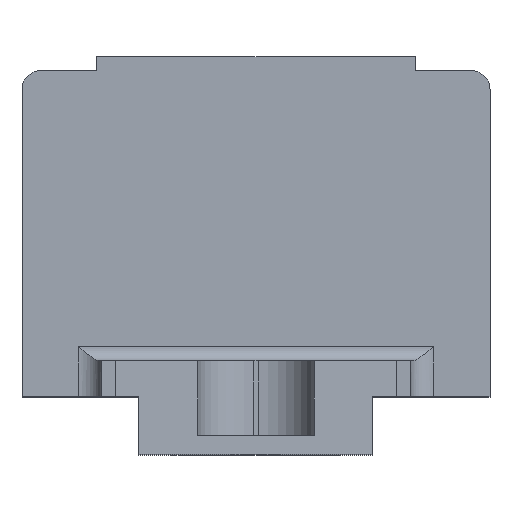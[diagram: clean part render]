
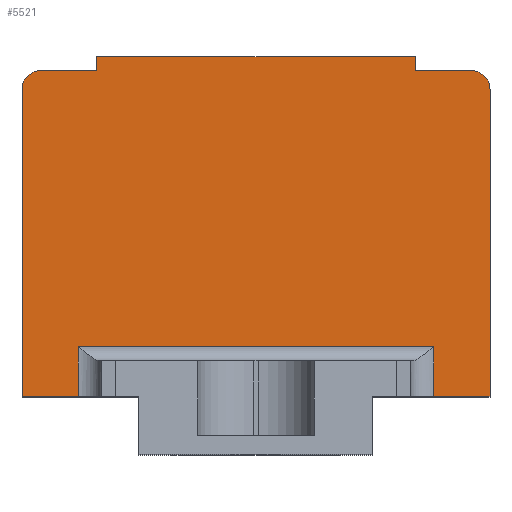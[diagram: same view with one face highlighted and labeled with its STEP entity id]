
A CAD part, top view. The second image highlights one B-rep face of the part: STEP entity #5521.
In plain terms, the highlighted planar face has unit normal (0, 0, 1).
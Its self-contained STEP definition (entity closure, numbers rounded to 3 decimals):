
#570=DIRECTION('',(0.,1.,0.));
#571=VECTOR('',#570,5.29);
#572=CARTESIAN_POINT('',(19.,6.2,63.1));
#573=LINE('',#572,#571);
#588=DIRECTION('',(0.,-1.,0.));
#589=VECTOR('',#588,32.8);
#590=CARTESIAN_POINT('',(25.,39.,63.1));
#591=LINE('',#590,#589);
#592=DIRECTION('',(-1.,0.,0.));
#593=VECTOR('',#592,6.);
#594=CARTESIAN_POINT('',(25.,6.2,63.1));
#595=LINE('',#594,#593);
#596=DIRECTION('',(-1.,0.,0.));
#597=VECTOR('',#596,6.);
#598=CARTESIAN_POINT('',(-19.,6.2,63.1));
#599=LINE('',#598,#597);
#600=DIRECTION('',(0.,1.,0.));
#601=VECTOR('',#600,32.8);
#602=CARTESIAN_POINT('',(-25.,6.2,63.1));
#603=LINE('',#602,#601);
#604=DIRECTION('',(1.,0.,0.));
#605=VECTOR('',#604,6.);
#606=CARTESIAN_POINT('',(-23.,41.,63.1));
#607=LINE('',#606,#605);
#608=DIRECTION('',(0.,1.,0.));
#609=VECTOR('',#608,1.5);
#610=CARTESIAN_POINT('',(-17.,41.,63.1));
#611=LINE('',#610,#609);
#612=DIRECTION('',(1.,0.,0.));
#613=VECTOR('',#612,34.);
#614=CARTESIAN_POINT('',(-17.,42.5,63.1));
#615=LINE('',#614,#613);
#616=DIRECTION('',(0.,-1.,0.));
#617=VECTOR('',#616,1.5);
#618=CARTESIAN_POINT('',(17.,42.5,63.1));
#619=LINE('',#618,#617);
#620=DIRECTION('',(1.,0.,0.));
#621=VECTOR('',#620,6.);
#622=CARTESIAN_POINT('',(17.,41.,63.1));
#623=LINE('',#622,#621);
#628=CARTESIAN_POINT('',(23.,39.,63.1));
#629=DIRECTION('',(0.,0.,1.));
#630=DIRECTION('',(1.,0.,0.));
#631=AXIS2_PLACEMENT_3D('',#628,#629,#630);
#3102=CARTESIAN_POINT('',(-23.,39.,63.1));
#3103=DIRECTION('',(0.,0.,1.));
#3104=DIRECTION('',(0.,1.,0.));
#3105=AXIS2_PLACEMENT_3D('',#3102,#3103,#3104);
#3140=DIRECTION('',(0.,1.,0.));
#3141=VECTOR('',#3140,5.29);
#3142=CARTESIAN_POINT('',(-19.,6.2,63.1));
#3143=LINE('',#3142,#3141);
#3178=DIRECTION('',(1.,0.,0.));
#3179=VECTOR('',#3178,38.);
#3180=CARTESIAN_POINT('',(-19.,11.49,63.1));
#3181=LINE('',#3180,#3179);
#3853=CARTESIAN_POINT('',(-17.,42.5,63.1));
#3854=CARTESIAN_POINT('',(17.,42.5,63.1));
#3855=VERTEX_POINT('',#3853);
#3856=VERTEX_POINT('',#3854);
#3861=CARTESIAN_POINT('',(25.,6.2,63.1));
#3863=VERTEX_POINT('',#3861);
#3865=CARTESIAN_POINT('',(-25.,6.2,63.1));
#3867=VERTEX_POINT('',#3865);
#4033=CARTESIAN_POINT('',(19.,6.2,63.1));
#4034=VERTEX_POINT('',#4033);
#4039=CARTESIAN_POINT('',(-19.,6.2,63.1));
#4040=VERTEX_POINT('',#4039);
#4045=CARTESIAN_POINT('',(-19.,11.49,63.1));
#4046=CARTESIAN_POINT('',(19.,11.49,63.1));
#4047=VERTEX_POINT('',#4045);
#4048=VERTEX_POINT('',#4046);
#4149=CARTESIAN_POINT('',(-17.,41.,63.1));
#4150=VERTEX_POINT('',#4149);
#4151=CARTESIAN_POINT('',(17.,41.,63.1));
#4152=VERTEX_POINT('',#4151);
#4158=CARTESIAN_POINT('',(25.,39.,63.1));
#4160=VERTEX_POINT('',#4158);
#4161=CARTESIAN_POINT('',(23.,41.,63.1));
#4162=VERTEX_POINT('',#4161);
#4166=CARTESIAN_POINT('',(-23.,41.,63.1));
#4168=VERTEX_POINT('',#4166);
#4169=CARTESIAN_POINT('',(-25.,39.,63.1));
#4170=VERTEX_POINT('',#4169);
#5487=CARTESIAN_POINT('',(0.,0.,63.1));
#5488=DIRECTION('',(0.,0.,-1.));
#5489=DIRECTION('',(-1.,0.,0.));
#5490=AXIS2_PLACEMENT_3D('',#5487,#5488,#5489);
#5491=PLANE('',#5490);
#5493=ORIENTED_EDGE('',*,*,#5492,.F.);
#5495=ORIENTED_EDGE('',*,*,#5494,.T.);
#5497=ORIENTED_EDGE('',*,*,#5496,.T.);
#5498=ORIENTED_EDGE('',*,*,#5476,.T.);
#5500=ORIENTED_EDGE('',*,*,#5499,.F.);
#5502=ORIENTED_EDGE('',*,*,#5501,.F.);
#5504=ORIENTED_EDGE('',*,*,#5503,.T.);
#5506=ORIENTED_EDGE('',*,*,#5505,.T.);
#5508=ORIENTED_EDGE('',*,*,#5507,.F.);
#5510=ORIENTED_EDGE('',*,*,#5509,.T.);
#5512=ORIENTED_EDGE('',*,*,#5511,.T.);
#5514=ORIENTED_EDGE('',*,*,#5513,.T.);
#5516=ORIENTED_EDGE('',*,*,#5515,.T.);
#5518=ORIENTED_EDGE('',*,*,#5517,.T.);
#5519=EDGE_LOOP('',(#5493,#5495,#5497,#5498,#5500,#5502,#5504,#5506,#5508,#5510,
#5512,#5514,#5516,#5518));
#5520=FACE_OUTER_BOUND('',#5519,.F.);
#5521=ADVANCED_FACE('',(#5520),#5491,.F.);
#632=CIRCLE('',#631,2.);
#3106=CIRCLE('',#3105,2.);
#5476=EDGE_CURVE('',#4034,#4048,#573,.T.);
#5492=EDGE_CURVE('',#4160,#4162,#632,.T.);
#5494=EDGE_CURVE('',#4160,#3863,#591,.T.);
#5496=EDGE_CURVE('',#3863,#4034,#595,.T.);
#5499=EDGE_CURVE('',#4047,#4048,#3181,.T.);
#5501=EDGE_CURVE('',#4040,#4047,#3143,.T.);
#5503=EDGE_CURVE('',#4040,#3867,#599,.T.);
#5505=EDGE_CURVE('',#3867,#4170,#603,.T.);
#5507=EDGE_CURVE('',#4168,#4170,#3106,.T.);
#5509=EDGE_CURVE('',#4168,#4150,#607,.T.);
#5511=EDGE_CURVE('',#4150,#3855,#611,.T.);
#5513=EDGE_CURVE('',#3855,#3856,#615,.T.);
#5515=EDGE_CURVE('',#3856,#4152,#619,.T.);
#5517=EDGE_CURVE('',#4152,#4162,#623,.T.);
